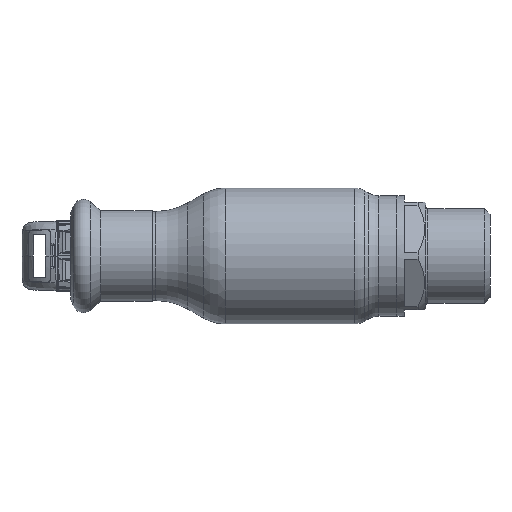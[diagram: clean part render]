
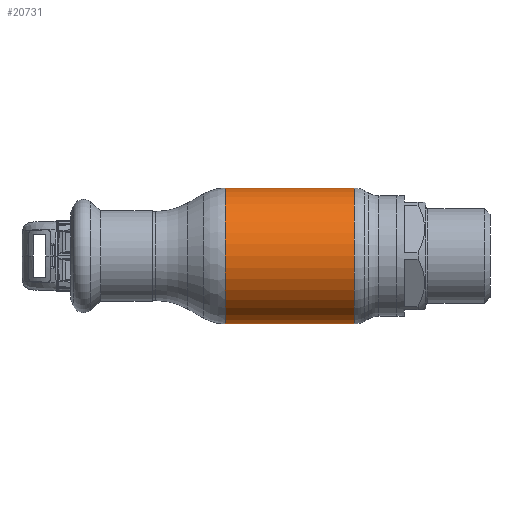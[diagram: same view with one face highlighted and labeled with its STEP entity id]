
A CAD part, front view. The second image highlights one B-rep face of the part: STEP entity #20731.
In plain terms, the highlighted cylindrical face has radius 19 mm (diameter 38 mm), a partial arc.
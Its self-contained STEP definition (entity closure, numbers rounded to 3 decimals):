
#32 = VERTEX_POINT ( 'NONE', #22370 ) ;
#184 = VECTOR ( 'NONE', #9645, 1000. ) ;
#375 = CARTESIAN_POINT ( 'NONE',  ( 18.035, 0., -19. ) ) ;
#1657 = LINE ( 'NONE', #52226, #184 ) ;
#2983 = AXIS2_PLACEMENT_3D ( 'NONE', #48085, #19643, #52886 ) ;
#3693 = CYLINDRICAL_SURFACE ( 'NONE', #49476, 19. ) ;
#5255 = CIRCLE ( 'NONE', #7814, 19. ) ;
#7814 = AXIS2_PLACEMENT_3D ( 'NONE', #45143, #16704, #49898 ) ;
#8657 = ORIENTED_EDGE ( 'NONE', *, *, #45557, .F. ) ;
#8980 = VERTEX_POINT ( 'NONE', #43168 ) ;
#9645 = DIRECTION ( 'NONE',  ( -1., 0., 0. ) ) ;
#10642 = VERTEX_POINT ( 'NONE', #31926 ) ;
#11276 = DIRECTION ( 'NONE',  ( 0., 0., 1. ) ) ;
#16704 = DIRECTION ( 'NONE',  ( -1., 0., 0. ) ) ;
#17695 = DIRECTION ( 'NONE',  ( -1., 0., 0. ) ) ;
#19213 = VERTEX_POINT ( 'NONE', #375 ) ;
#19643 = DIRECTION ( 'NONE',  ( -1., 0., 0. ) ) ;
#20731 = ADVANCED_FACE ( 'NONE', ( #58735 ), #3693, .T. ) ;
#22370 = CARTESIAN_POINT ( 'NONE',  ( 18.035, 0., 19. ) ) ;
#28057 = EDGE_CURVE ( 'NONE', #32, #8980, #1657, .T. ) ;
#31926 = CARTESIAN_POINT ( 'NONE',  ( -18.035, 0., -19. ) ) ;
#32102 = LINE ( 'NONE', #41770, #57466 ) ;
#32369 = ORIENTED_EDGE ( 'NONE', *, *, #55472, .T. ) ;
#39903 = EDGE_LOOP ( 'NONE', ( #44775, #32369, #43652, #8657 ) ) ;
#41770 = CARTESIAN_POINT ( 'NONE',  ( -62.69, 0., -19. ) ) ;
#43168 = CARTESIAN_POINT ( 'NONE',  ( -18.035, 0., 19. ) ) ;
#43652 = ORIENTED_EDGE ( 'NONE', *, *, #28057, .T. ) ;
#44119 = EDGE_CURVE ( 'NONE', #19213, #10642, #32102, .T. ) ;
#44775 = ORIENTED_EDGE ( 'NONE', *, *, #44119, .F. ) ;
#44941 = CIRCLE ( 'NONE', #2983, 19. ) ;
#45143 = CARTESIAN_POINT ( 'NONE',  ( -18.035, 0., 0. ) ) ;
#45557 = EDGE_CURVE ( 'NONE', #10642, #8980, #5255, .T. ) ;
#48085 = CARTESIAN_POINT ( 'NONE',  ( 18.035, 0., 0. ) ) ;
#49039 = CARTESIAN_POINT ( 'NONE',  ( -62.69, 0., 0. ) ) ;
#49476 = AXIS2_PLACEMENT_3D ( 'NONE', #49039, #53849, #11276 ) ;
#49898 = DIRECTION ( 'NONE',  ( 0., 0., 1. ) ) ;
#52226 = CARTESIAN_POINT ( 'NONE',  ( -62.69, 0., 19. ) ) ;
#52886 = DIRECTION ( 'NONE',  ( 0., 0., 1. ) ) ;
#53849 = DIRECTION ( 'NONE',  ( -1., 0., 0. ) ) ;
#55472 = EDGE_CURVE ( 'NONE', #19213, #32, #44941, .T. ) ;
#57466 = VECTOR ( 'NONE', #17695, 1000. ) ;
#58735 = FACE_OUTER_BOUND ( 'NONE', #39903, .T. ) ;
